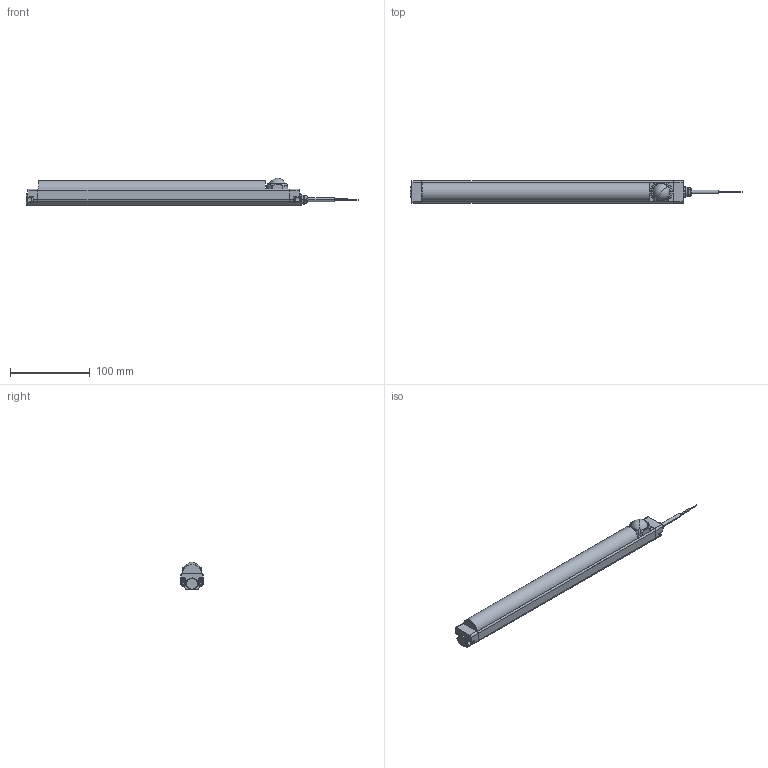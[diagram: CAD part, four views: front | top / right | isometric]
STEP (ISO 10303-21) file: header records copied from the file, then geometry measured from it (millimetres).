
FILE_DESCRIPTION((''),'2;1');
FILE_NAME('210315_ASM','2019-03-04T10:12:14',('pdmadmin'),('BANNER ENGINEERING'),'CREO PARAMETRIC BY PTC INC, 2018300','CREO PARAMETRIC BY PTC INC, 2018300','');
FILE_SCHEMA(('CONFIG_CONTROL_DESIGN'));
Products named in the file (11): 156981_AF1; 157058_AF0_ASM; 153166; 153167; 153169; 175602_AF0; 166147; 183973; VZWLLD_1; 47678; 210315_ASM
Assembly tree (13 placements, depth 3):
  210315_ASM
    157058_AF0_ASM
      156981_AF1
    153166
    153167
    153169
    175602_AF0
    166147
    183973
    VZWLLD_1
    47678  x4
Bounding box: 417.4 x 28 x 34.59 mm (x, y, z)
Volume: 101680.2 mm3; surface area: 72340.5 mm2
Topology: 11 solids, 140 shells, 1038 faces, 2928 edges, 2052 vertices
Faces by surface type: plane 298, cylinder 266, cone 158, bspline 157, torus 142, sphere 16, extrusion 1
Entity records: 42025 total; most frequent: CARTESIAN_POINT 17939, DIRECTION 4777, ORIENTED_EDGE 4767, EDGE_CURVE 2748, VERTEX_POINT 1944, AXIS2_PLACEMENT_3D 1859, VECTOR 1059, LINE 1058
